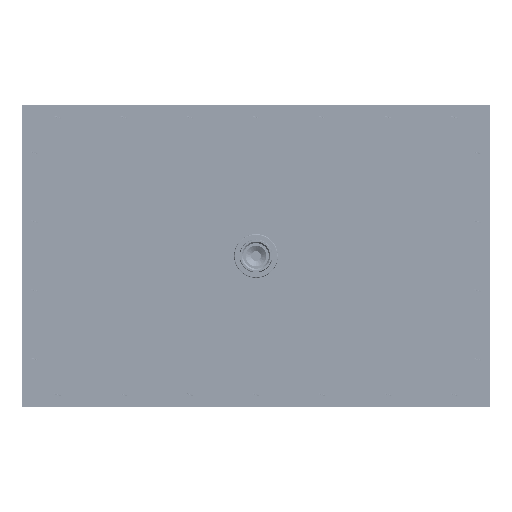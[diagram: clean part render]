
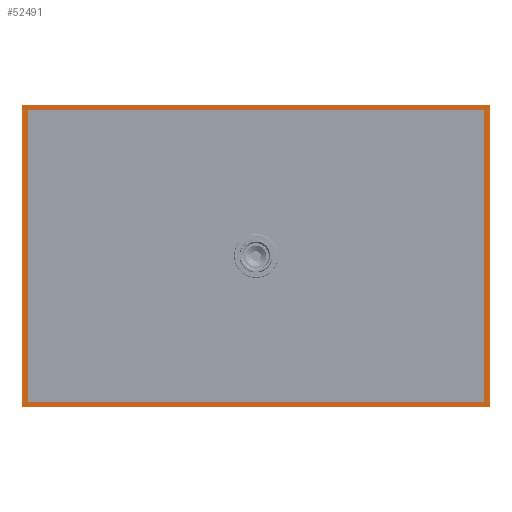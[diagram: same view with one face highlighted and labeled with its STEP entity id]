
A CAD part, top view. The second image highlights one B-rep face of the part: STEP entity #52491.
In plain terms, the highlighted planar face has unit normal (0, 0, 1).
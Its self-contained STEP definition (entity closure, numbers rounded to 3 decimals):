
#275=CARTESIAN_POINT('',(169.,91.,7.1));
#276=DIRECTION('',(0.,0.,1.));
#277=DIRECTION('',(0.,-1.,0.));
#278=AXIS2_PLACEMENT_3D('',#275,#276,#277);
#280=DIRECTION('',(1.,0.,0.));
#281=VECTOR('',#280,338.);
#282=CARTESIAN_POINT('',(-169.,90.,7.1));
#283=LINE('',#282,#281);
#284=CARTESIAN_POINT('',(-169.,91.,7.1));
#285=DIRECTION('',(0.,0.,1.));
#286=DIRECTION('',(-1.,0.,0.));
#287=AXIS2_PLACEMENT_3D('',#284,#285,#286);
#289=DIRECTION('',(0.,-1.,0.));
#290=VECTOR('',#289,218.);
#291=CARTESIAN_POINT('',(-170.,309.,7.1));
#292=LINE('',#291,#290);
#293=CARTESIAN_POINT('',(-169.,309.,7.1));
#294=DIRECTION('',(0.,0.,1.));
#295=DIRECTION('',(0.,1.,0.));
#296=AXIS2_PLACEMENT_3D('',#293,#294,#295);
#298=DIRECTION('',(-1.,0.,0.));
#299=VECTOR('',#298,338.);
#300=CARTESIAN_POINT('',(169.,310.,7.1));
#301=LINE('',#300,#299);
#302=CARTESIAN_POINT('',(169.,309.,7.1));
#303=DIRECTION('',(0.,0.,1.));
#304=DIRECTION('',(1.,0.,0.));
#305=AXIS2_PLACEMENT_3D('',#302,#303,#304);
#307=DIRECTION('',(0.,1.,0.));
#308=VECTOR('',#307,218.);
#309=CARTESIAN_POINT('',(170.,91.,7.1));
#310=LINE('',#309,#308);
#311=DIRECTION('',(1.,0.,0.));
#312=VECTOR('',#311,332.);
#313=CARTESIAN_POINT('',(-166.,306.,7.1));
#314=LINE('',#313,#312);
#315=DIRECTION('',(0.,1.,0.));
#316=VECTOR('',#315,212.);
#317=CARTESIAN_POINT('',(-166.,94.,7.1));
#318=LINE('',#317,#316);
#319=DIRECTION('',(-1.,0.,0.));
#320=VECTOR('',#319,332.);
#321=CARTESIAN_POINT('',(166.,94.,7.1));
#322=LINE('',#321,#320);
#323=DIRECTION('',(0.,-1.,0.));
#324=VECTOR('',#323,212.);
#325=CARTESIAN_POINT('',(166.,306.,7.1));
#326=LINE('',#325,#324);
#50644=CARTESIAN_POINT('',(169.,90.,7.1));
#50645=CARTESIAN_POINT('',(170.,91.,7.1));
#50646=VERTEX_POINT('',#50644);
#50647=VERTEX_POINT('',#50645);
#50648=CARTESIAN_POINT('',(170.,309.,7.1));
#50649=VERTEX_POINT('',#50648);
#50650=CARTESIAN_POINT('',(169.,310.,7.1));
#50651=VERTEX_POINT('',#50650);
#50652=CARTESIAN_POINT('',(-169.,310.,7.1));
#50653=VERTEX_POINT('',#50652);
#50654=CARTESIAN_POINT('',(-170.,309.,7.1));
#50655=VERTEX_POINT('',#50654);
#50656=CARTESIAN_POINT('',(-170.,91.,7.1));
#50657=VERTEX_POINT('',#50656);
#50658=CARTESIAN_POINT('',(-169.,90.,7.1));
#50659=VERTEX_POINT('',#50658);
#50660=CARTESIAN_POINT('',(-166.,306.,7.1));
#50661=CARTESIAN_POINT('',(166.,306.,7.1));
#50662=VERTEX_POINT('',#50660);
#50663=VERTEX_POINT('',#50661);
#50664=CARTESIAN_POINT('',(166.,94.,7.1));
#50665=VERTEX_POINT('',#50664);
#50666=CARTESIAN_POINT('',(-166.,94.,7.1));
#50667=VERTEX_POINT('',#50666);
#52462=CARTESIAN_POINT('',(0.,0.,7.1));
#52463=DIRECTION('',(0.,0.,1.));
#52464=DIRECTION('',(1.,0.,0.));
#52465=AXIS2_PLACEMENT_3D('',#52462,#52463,#52464);
#52466=PLANE('',#52465);
#52468=ORIENTED_EDGE('',*,*,#52467,.F.);
#52470=ORIENTED_EDGE('',*,*,#52469,.F.);
#52472=ORIENTED_EDGE('',*,*,#52471,.F.);
#52474=ORIENTED_EDGE('',*,*,#52473,.F.);
#52476=ORIENTED_EDGE('',*,*,#52475,.F.);
#52478=ORIENTED_EDGE('',*,*,#52477,.F.);
#52480=ORIENTED_EDGE('',*,*,#52479,.F.);
#52482=ORIENTED_EDGE('',*,*,#52481,.F.);
#52483=EDGE_LOOP('',(#52468,#52470,#52472,#52474,#52476,#52478,#52480,#52482));
#52484=FACE_OUTER_BOUND('',#52483,.F.);
#52485=ORIENTED_EDGE('',*,*,#52414,.F.);
#52486=ORIENTED_EDGE('',*,*,#52429,.F.);
#52487=ORIENTED_EDGE('',*,*,#52443,.F.);
#52488=ORIENTED_EDGE('',*,*,#52456,.F.);
#52489=EDGE_LOOP('',(#52485,#52486,#52487,#52488));
#52490=FACE_BOUND('',#52489,.F.);
#52491=ADVANCED_FACE('',(#52484,#52490),#52466,.T.);
#279=CIRCLE('',#278,1.);
#288=CIRCLE('',#287,1.);
#297=CIRCLE('',#296,1.);
#306=CIRCLE('',#305,1.);
#52414=EDGE_CURVE('',#50662,#50663,#314,.T.);
#52429=EDGE_CURVE('',#50667,#50662,#318,.T.);
#52443=EDGE_CURVE('',#50665,#50667,#322,.T.);
#52456=EDGE_CURVE('',#50663,#50665,#326,.T.);
#52467=EDGE_CURVE('',#50646,#50647,#279,.T.);
#52469=EDGE_CURVE('',#50659,#50646,#283,.T.);
#52471=EDGE_CURVE('',#50657,#50659,#288,.T.);
#52473=EDGE_CURVE('',#50655,#50657,#292,.T.);
#52475=EDGE_CURVE('',#50653,#50655,#297,.T.);
#52477=EDGE_CURVE('',#50651,#50653,#301,.T.);
#52479=EDGE_CURVE('',#50649,#50651,#306,.T.);
#52481=EDGE_CURVE('',#50647,#50649,#310,.T.);
